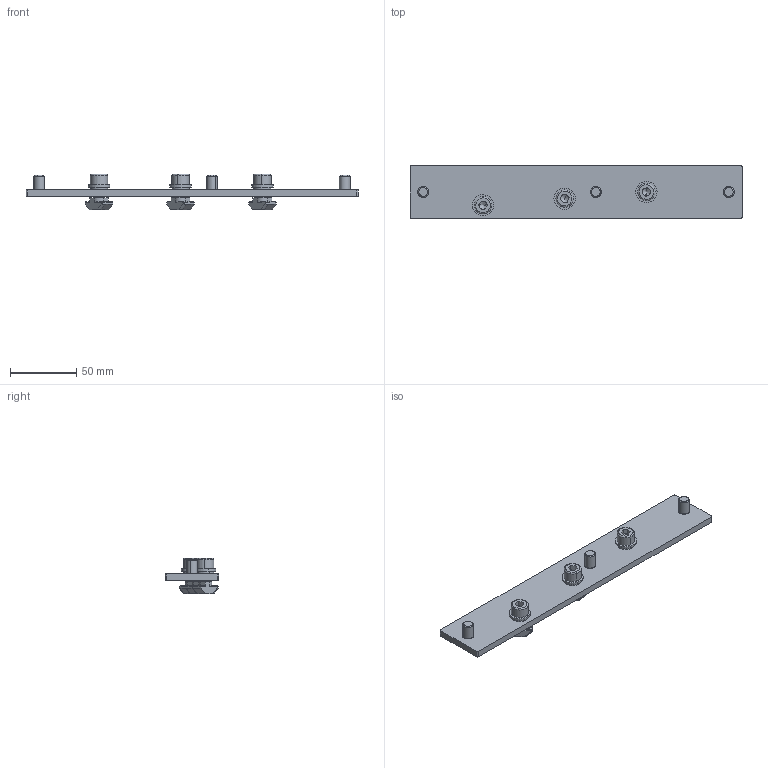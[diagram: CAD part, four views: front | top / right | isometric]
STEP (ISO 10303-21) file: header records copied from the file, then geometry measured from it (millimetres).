
FILE_DESCRIPTION (( 'STEP AP203' ), '1' );
FILE_NAME ('SPS.SSP40(L).STEP', '2015-01-22T02:09:33', ( 'USER' ), ( 'Microsoft' ), 'SwSTEP 2.0', 'SolidWorks 2012', '' );
FILE_SCHEMA (( 'CONFIG_CONTROL_DESIGN' ));
Length unit declared in the file: millimetre
Products named in the file (1): SPS.SSP40(L)
Bounding box: 250 x 40 x 26.7 mm (x, y, z)
Surface area: 30873.5 mm2 (no closed solid volume)
Topology: 0 solids, 22 shells, 252 faces, 748 edges, 497 vertices
Faces by surface type: plane 136, cylinder 73, cone 31, torus 12
Entity records: 8324 total; most frequent: CARTESIAN_POINT 1632, DIRECTION 1437, ORIENTED_EDGE 1232, EDGE_CURVE 736, VERTEX_POINT 497, AXIS2_PLACEMENT_3D 496, LINE 445, VECTOR 445
